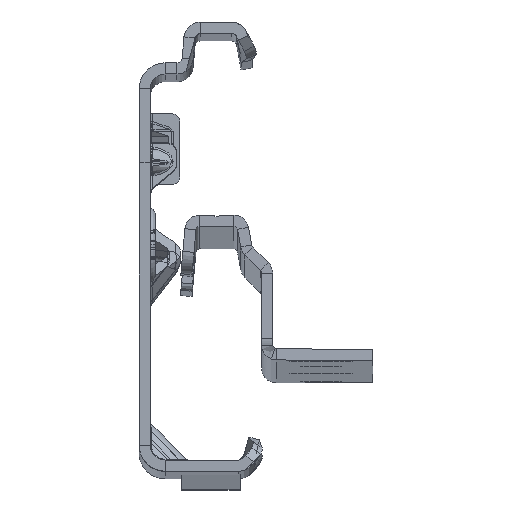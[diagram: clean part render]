
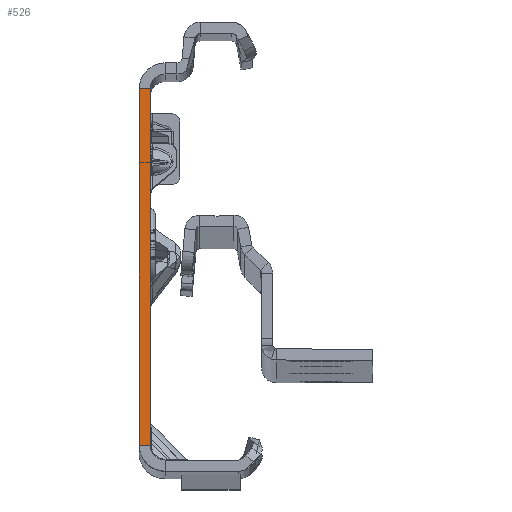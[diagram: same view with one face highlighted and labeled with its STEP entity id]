
A CAD part, top view. The second image highlights one B-rep face of the part: STEP entity #526.
In plain terms, the highlighted planar face has unit normal (0, 0, 1).
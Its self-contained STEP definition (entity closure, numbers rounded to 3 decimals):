
#526 = ADVANCED_FACE ( 'NONE', ( #14500 ), #49377, .T. ) ;
#1882 = CARTESIAN_POINT ( 'NONE',  ( 0., -25.865, 0. ) ) ;
#4449 = VERTEX_POINT ( 'NONE', #1882 ) ;
#5651 = EDGE_CURVE ( 'NONE', #48112, #4449, #29216, .T. ) ;
#6176 = LINE ( 'NONE', #31634, #33684 ) ;
#8642 = EDGE_CURVE ( 'NONE', #48112, #52793, #9487, .T. ) ;
#9487 = LINE ( 'NONE', #13418, #20474 ) ;
#12414 = CARTESIAN_POINT ( 'NONE',  ( 0., 22.135, 0. ) ) ;
#12429 = CARTESIAN_POINT ( 'NONE',  ( 0., -25.865, 0. ) ) ;
#13418 = CARTESIAN_POINT ( 'NONE',  ( 0., 22.135, 0. ) ) ;
#14500 = FACE_OUTER_BOUND ( 'NONE', #50991, .T. ) ;
#18812 = CARTESIAN_POINT ( 'NONE',  ( -1.5, 22.135, 0. ) ) ;
#19484 = AXIS2_PLACEMENT_3D ( 'NONE', #27377, #53330, #44406 ) ;
#20474 = VECTOR ( 'NONE', #39120, 1000. ) ;
#22281 = VECTOR ( 'NONE', #49861, 1000. ) ;
#23250 = DIRECTION ( 'NONE',  ( 0., -1., 0. ) ) ;
#27377 = CARTESIAN_POINT ( 'NONE',  ( -1.5, -27.865, 0. ) ) ;
#29216 = LINE ( 'NONE', #37922, #35103 ) ;
#29341 = EDGE_CURVE ( 'NONE', #4449, #37916, #54086, .T. ) ;
#31634 = CARTESIAN_POINT ( 'NONE',  ( -1.5, -27.865, 0. ) ) ;
#33684 = VECTOR ( 'NONE', #23250, 1000. ) ;
#34276 = ORIENTED_EDGE ( 'NONE', *, *, #54337, .T. ) ;
#35103 = VECTOR ( 'NONE', #54947, 1000. ) ;
#36313 = ORIENTED_EDGE ( 'NONE', *, *, #29341, .F. ) ;
#37916 = VERTEX_POINT ( 'NONE', #52938 ) ;
#37922 = CARTESIAN_POINT ( 'NONE',  ( 0., -27.865, 0. ) ) ;
#39120 = DIRECTION ( 'NONE',  ( -1., 0., 0. ) ) ;
#41913 = ORIENTED_EDGE ( 'NONE', *, *, #5651, .F. ) ;
#44406 = DIRECTION ( 'NONE',  ( 1., 0., 0. ) ) ;
#47067 = ORIENTED_EDGE ( 'NONE', *, *, #8642, .T. ) ;
#48112 = VERTEX_POINT ( 'NONE', #12414 ) ;
#49377 = PLANE ( 'NONE',  #19484 ) ;
#49861 = DIRECTION ( 'NONE',  ( -1., 0., 0. ) ) ;
#50991 = EDGE_LOOP ( 'NONE', ( #41913, #47067, #34276, #36313 ) ) ;
#52793 = VERTEX_POINT ( 'NONE', #18812 ) ;
#52938 = CARTESIAN_POINT ( 'NONE',  ( -1.5, -25.865, 0. ) ) ;
#53330 = DIRECTION ( 'NONE',  ( 0., 0., 1. ) ) ;
#54086 = LINE ( 'NONE', #12429, #22281 ) ;
#54337 = EDGE_CURVE ( 'NONE', #52793, #37916, #6176, .T. ) ;
#54947 = DIRECTION ( 'NONE',  ( 0., -1., 0. ) ) ;
